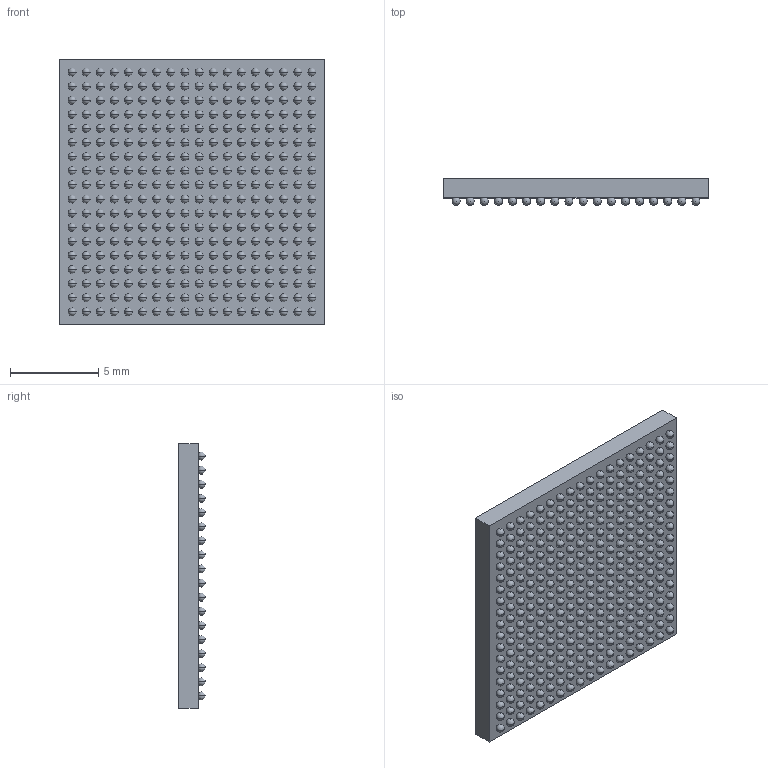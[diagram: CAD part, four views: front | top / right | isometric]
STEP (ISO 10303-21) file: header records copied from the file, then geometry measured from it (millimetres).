
FILE_DESCRIPTION (( 'STEP AP214' ), '1' );
FILE_NAME ('XC7A50T-3CSG325E.STEP', '2025-12-17T02:51:37', ( '' ), ( '' ), 'SwSTEP 2.0', 'SolidWorks 2021', '' );
FILE_SCHEMA (( 'AUTOMOTIVE_DESIGN' ));
Length unit declared in the file: millimetre
Products named in the file (1): XC7A50T-3CSG325E
Bounding box: 15 x 1.5 x 15 mm (x, y, z)
Volume: 262.4 mm3; surface area: 721.5 mm2
Topology: 326 solids, 326 shells, 985 faces, 2940 edges, 1960 vertices
Faces by surface type: sphere 648, plane 333, cylinder 4
Entity records: 24713 total; most frequent: DIRECTION 4596, CARTESIAN_POINT 3294, ORIENTED_EDGE 2640, AXIS2_PLACEMENT_3D 2290, EDGE_CURVE 1320, CIRCLE 1304, VERTEX_POINT 988, EDGE_LOOP 986
